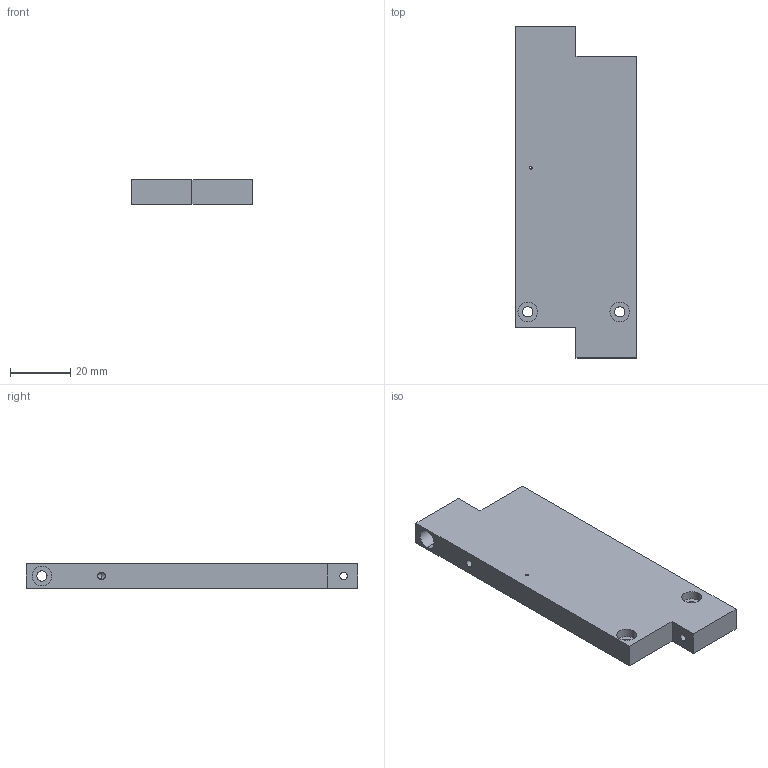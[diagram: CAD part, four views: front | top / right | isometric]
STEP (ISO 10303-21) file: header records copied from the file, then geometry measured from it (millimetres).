
FILE_DESCRIPTION (( 'STEP AP203' ), '1' );
FILE_NAME ('vertical truss extension.STEP', '2018-02-11T19:26:53', ( '' ), ( '' ), 'SwSTEP 2.0', 'SolidWorks 2017', '' );
FILE_SCHEMA (( 'CONFIG_CONTROL_DESIGN' ));
Length unit declared in the file: millimetre
Products named in the file (1): vertical truss extension
Bounding box: 40 x 110 x 8 mm (x, y, z)
Volume: 31052.8 mm3; surface area: 11190.5 mm2
Topology: 1 solids, 1 shells, 35 faces, 86 edges, 55 vertices
Faces by surface type: cylinder 18, plane 13, cone 4
Entity records: 1129 total; most frequent: DIRECTION 194, CARTESIAN_POINT 175, ORIENTED_EDGE 168, EDGE_CURVE 84, AXIS2_PLACEMENT_3D 74, VERTEX_POINT 55, EDGE_LOOP 49, VECTOR 46
